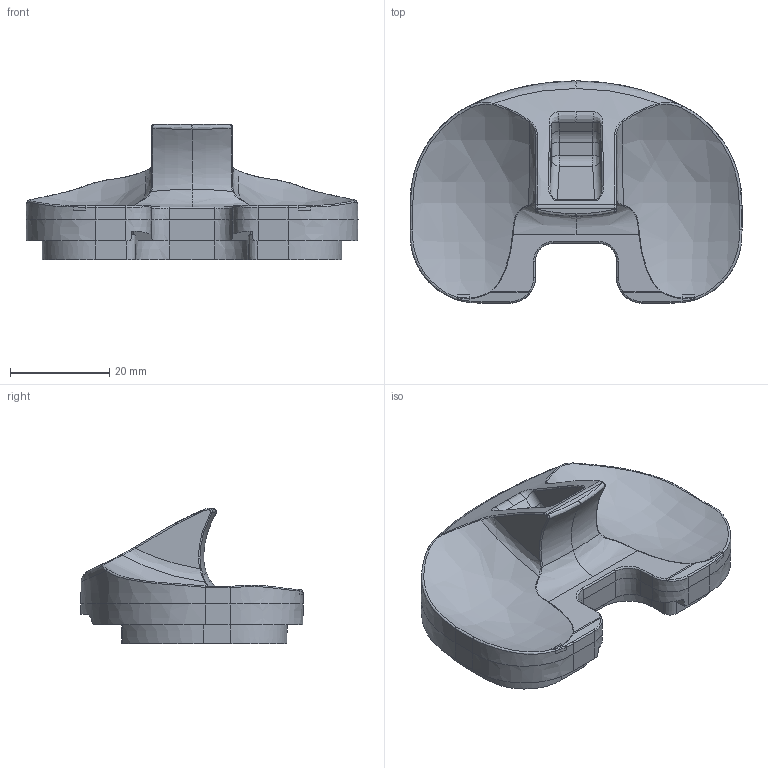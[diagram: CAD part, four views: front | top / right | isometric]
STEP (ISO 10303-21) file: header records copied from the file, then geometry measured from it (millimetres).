
FILE_DESCRIPTION((''),'2;1');
FILE_NAME('STB-2D5','2011-05-31T',('Administrator'),(''),'PRO/ENGINEER BY PARAMETRIC TECHNOLOGY CORPORATION, 2001280','PRO/ENGINEER BY PARAMETRIC TECHNOLOGY CORPORATION, 2001280','');
FILE_SCHEMA(('CONFIG_CONTROL_DESIGN'));
Length unit declared in the file: millimetre
Products named in the file (1): STB-2D5
Bounding box: 66.98 x 44.87 x 27.3 mm (x, y, z)
Volume: 16263.3 mm3; surface area: 8931.9 mm2
Topology: 1 solids, 1 shells, 204 faces, 517 edges, 316 vertices
Faces by surface type: bspline 104, plane 51, cylinder 30, cone 14, torus 4, extrusion 1
Entity records: 12909 total; most frequent: CARTESIAN_POINT 8823, ORIENTED_EDGE 1034, DIRECTION 550, EDGE_CURVE 517, VERTEX_POINT 316, B_SPLINE_CURVE_WITH_KNOTS 263, EDGE_LOOP 205, FACE_OUTER_BOUND 204
